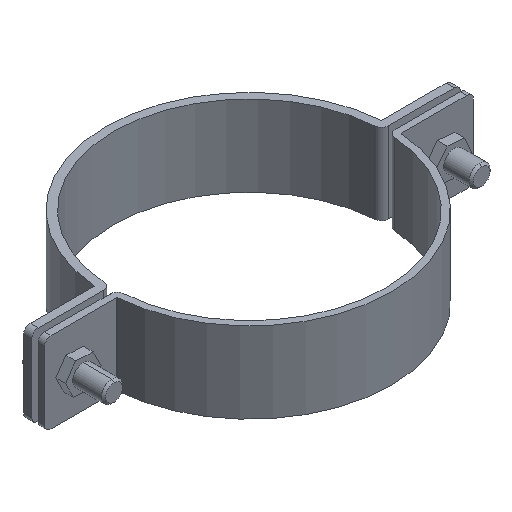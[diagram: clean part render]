
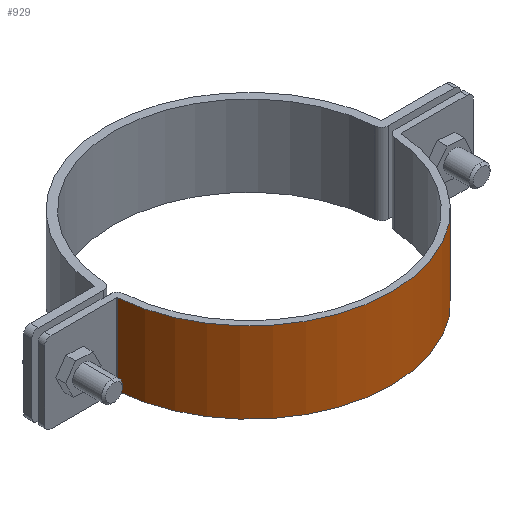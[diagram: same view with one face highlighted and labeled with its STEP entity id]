
A CAD part, isometric view. The second image highlights one B-rep face of the part: STEP entity #929.
In plain terms, the highlighted cylindrical face has radius 44 mm (diameter 88 mm), a partial arc.
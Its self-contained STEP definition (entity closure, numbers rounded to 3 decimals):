
#73 = CARTESIAN_POINT ( 'NONE',  ( 43.885, -3.186, 12.5 ) ) ;
#139 = CARTESIAN_POINT ( 'NONE',  ( 43.885, -3.186, 12.5 ) ) ;
#191 = LINE ( 'NONE', #1431, #2450 ) ;
#203 = EDGE_CURVE ( 'NONE', #645, #1970, #191, .T. ) ;
#212 = DIRECTION ( 'NONE',  ( 0., 0., 1. ) ) ;
#228 = CARTESIAN_POINT ( 'NONE',  ( 43.885, -3.186, -12.5 ) ) ;
#260 = DIRECTION ( 'NONE',  ( 0., 0., 1. ) ) ;
#444 = CARTESIAN_POINT ( 'NONE',  ( 0., 0., -12.5 ) ) ;
#530 = DIRECTION ( 'NONE',  ( 0., 0., -1. ) ) ;
#645 = VERTEX_POINT ( 'NONE', #1309 ) ;
#652 = CIRCLE ( 'NONE', #2547, 44. ) ;
#717 = LINE ( 'NONE', #73, #1352 ) ;
#917 = CARTESIAN_POINT ( 'NONE',  ( -43.885, -3.186, -12.5 ) ) ;
#929 = ADVANCED_FACE ( 'NONE', ( #1413 ), #2451, .T. ) ;
#951 = AXIS2_PLACEMENT_3D ( 'NONE', #1293, #212, #1468 ) ;
#1078 = EDGE_CURVE ( 'NONE', #645, #2652, #2712, .T. ) ;
#1215 = EDGE_CURVE ( 'NONE', #2652, #1874, #717, .T. ) ;
#1231 = DIRECTION ( 'NONE',  ( 0., 0., -1. ) ) ;
#1237 = EDGE_LOOP ( 'NONE', ( #1553, #1820, #1456, #2578 ) ) ;
#1253 = DIRECTION ( 'NONE',  ( 0., 0., -1. ) ) ;
#1293 = CARTESIAN_POINT ( 'NONE',  ( 0., 0., 12.5 ) ) ;
#1309 = CARTESIAN_POINT ( 'NONE',  ( -43.885, -3.186, 12.5 ) ) ;
#1352 = VECTOR ( 'NONE', #530, 1000. ) ;
#1413 = FACE_OUTER_BOUND ( 'NONE', #1237, .T. ) ;
#1431 = CARTESIAN_POINT ( 'NONE',  ( -43.885, -3.186, 12.5 ) ) ;
#1435 = AXIS2_PLACEMENT_3D ( 'NONE', #1664, #1253, #2679 ) ;
#1456 = ORIENTED_EDGE ( 'NONE', *, *, #1078, .F. ) ;
#1468 = DIRECTION ( 'NONE',  ( 1., 0., 0. ) ) ;
#1553 = ORIENTED_EDGE ( 'NONE', *, *, #2330, .T. ) ;
#1664 = CARTESIAN_POINT ( 'NONE',  ( 0., 0., 12.5 ) ) ;
#1741 = DIRECTION ( 'NONE',  ( 1., 0., 0. ) ) ;
#1820 = ORIENTED_EDGE ( 'NONE', *, *, #1215, .F. ) ;
#1874 = VERTEX_POINT ( 'NONE', #228 ) ;
#1970 = VERTEX_POINT ( 'NONE', #917 ) ;
#2330 = EDGE_CURVE ( 'NONE', #1970, #1874, #652, .T. ) ;
#2450 = VECTOR ( 'NONE', #1231, 1000. ) ;
#2451 = CYLINDRICAL_SURFACE ( 'NONE', #1435, 44. ) ;
#2547 = AXIS2_PLACEMENT_3D ( 'NONE', #444, #260, #1741 ) ;
#2578 = ORIENTED_EDGE ( 'NONE', *, *, #203, .T. ) ;
#2652 = VERTEX_POINT ( 'NONE', #139 ) ;
#2679 = DIRECTION ( 'NONE',  ( -1., 0., 0. ) ) ;
#2712 = CIRCLE ( 'NONE', #951, 44. ) ;
